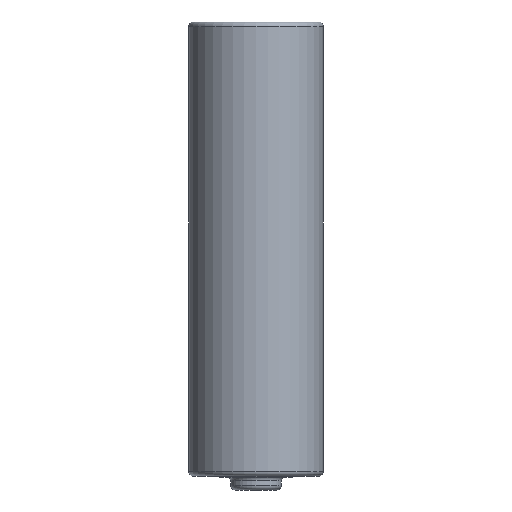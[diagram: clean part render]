
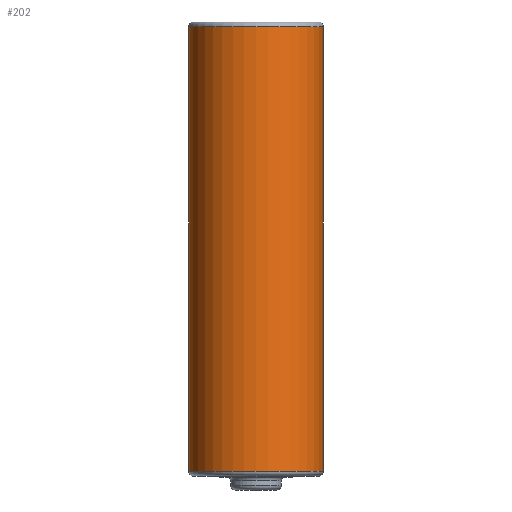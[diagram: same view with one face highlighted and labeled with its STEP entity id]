
A CAD part, front view. The second image highlights one B-rep face of the part: STEP entity #202.
In plain terms, the highlighted cylindrical face has radius 7.25 mm (diameter 14.5 mm), a full revolution.
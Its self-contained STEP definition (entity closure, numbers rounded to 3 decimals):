
#15=CYLINDRICAL_SURFACE('',#252,7.25);
#40=FACE_BOUND('',#86,.T.);
#57=FACE_OUTER_BOUND('',#85,.T.);
#85=EDGE_LOOP('',(#170));
#86=EDGE_LOOP('',(#171));
#109=CIRCLE('',#251,7.25);
#110=CIRCLE('',#253,7.25);
#126=VERTEX_POINT('',#370);
#127=VERTEX_POINT('',#373);
#143=EDGE_CURVE('',#126,#126,#109,.T.);
#144=EDGE_CURVE('',#127,#127,#110,.T.);
#170=ORIENTED_EDGE('',*,*,#144,.F.);
#171=ORIENTED_EDGE('',*,*,#143,.F.);
#202=ADVANCED_FACE('',(#57,#40),#15,.T.);
#251=AXIS2_PLACEMENT_3D('',#371,#310,#311);
#252=AXIS2_PLACEMENT_3D('',#372,#312,#313);
#253=AXIS2_PLACEMENT_3D('',#374,#314,#315);
#310=DIRECTION('center_axis',(0.,0.,1.));
#311=DIRECTION('ref_axis',(-1.,0.,0.));
#312=DIRECTION('center_axis',(0.,0.,1.));
#313=DIRECTION('ref_axis',(-1.,0.,0.));
#314=DIRECTION('center_axis',(0.,0.,-1.));
#315=DIRECTION('ref_axis',(-1.,0.,0.));
#370=CARTESIAN_POINT('',(7.25,0.,48.5));
#371=CARTESIAN_POINT('Origin',(0.,0.,48.5));
#372=CARTESIAN_POINT('Origin',(0.,0.,0.));
#373=CARTESIAN_POINT('',(7.25,0.,0.5));
#374=CARTESIAN_POINT('Origin',(0.,0.,0.5));
